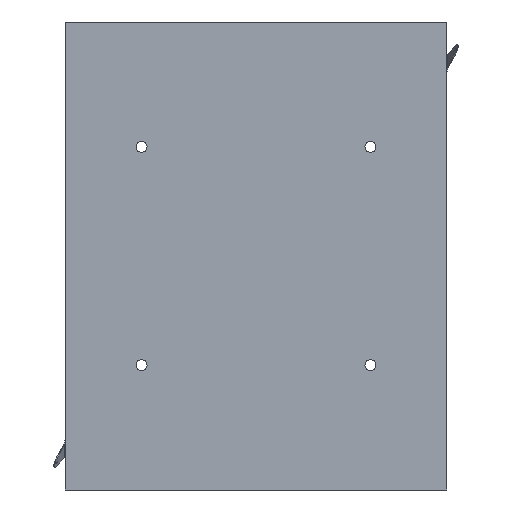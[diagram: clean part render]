
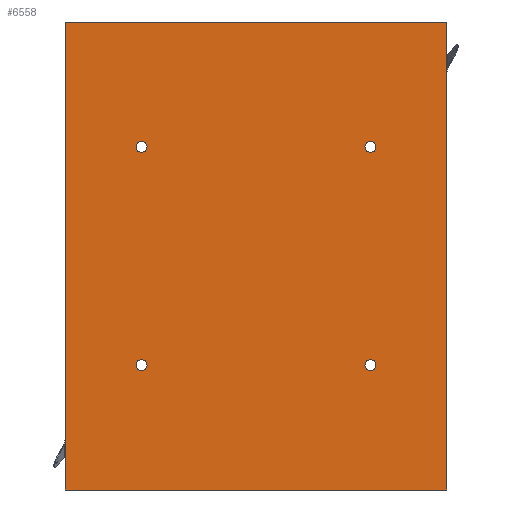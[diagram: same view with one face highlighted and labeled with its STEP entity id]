
A CAD part, front view. The second image highlights one B-rep face of the part: STEP entity #6558.
In plain terms, the highlighted planar face has unit normal (0, -1, 0).
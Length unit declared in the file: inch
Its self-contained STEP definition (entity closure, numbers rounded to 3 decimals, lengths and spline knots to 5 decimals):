
#15 = ORIENTED_EDGE ( 'NONE', *, *, #21933, .T. ) ;
#404 = CARTESIAN_POINT ( 'NONE',  ( 2.165, 0., 2.657 ) ) ;
#416 = DIRECTION ( 'NONE',  ( 1., 0., 0. ) ) ;
#546 = PLANE ( 'NONE',  #24359 ) ;
#672 = ORIENTED_EDGE ( 'NONE', *, *, #3974, .T. ) ;
#1141 = FACE_BOUND ( 'NONE', #5715, .T. ) ;
#1349 = ORIENTED_EDGE ( 'NONE', *, *, #13714, .T. ) ;
#2000 = CARTESIAN_POINT ( 'NONE',  ( -1.3, 0., 1.3025 ) ) ;
#2367 = VECTOR ( 'NONE', #6203, 39.37008 ) ;
#2804 = VECTOR ( 'NONE', #17708, 39.37008 ) ;
#2919 = AXIS2_PLACEMENT_3D ( 'NONE', #6304, #22481, #24684 ) ;
#3236 = ORIENTED_EDGE ( 'NONE', *, *, #5022, .F. ) ;
#3604 = DIRECTION ( 'NONE',  ( 0., 0., 1. ) ) ;
#3784 = LINE ( 'NONE', #3828, #2804 ) ;
#3828 = CARTESIAN_POINT ( 'NONE',  ( -2.165, 0., 0. ) ) ;
#3869 = VECTOR ( 'NONE', #16140, 39.37008 ) ;
#3974 = EDGE_CURVE ( 'NONE', #6476, #24722, #3784, .T. ) ;
#4976 = ORIENTED_EDGE ( 'NONE', *, *, #19897, .T. ) ;
#5022 = EDGE_CURVE ( 'NONE', #6476, #5364, #24015, .T. ) ;
#5364 = VERTEX_POINT ( 'NONE', #404 ) ;
#5715 = EDGE_LOOP ( 'NONE', ( #19720, #15 ) ) ;
#5833 = CARTESIAN_POINT ( 'NONE',  ( -1.3, 0., 1.1775 ) ) ;
#5927 = DIRECTION ( 'NONE',  ( 0., 1., 0. ) ) ;
#6073 = CIRCLE ( 'NONE', #11957, 0.0625 ) ;
#6110 = CARTESIAN_POINT ( 'NONE',  ( -1.3, 0., -1.24 ) ) ;
#6203 = DIRECTION ( 'NONE',  ( 1., 0., 0. ) ) ;
#6304 = CARTESIAN_POINT ( 'NONE',  ( -1.3, 0., -1.24 ) ) ;
#6476 = VERTEX_POINT ( 'NONE', #7031 ) ;
#6558 = ADVANCED_FACE ( 'NONE', ( #14163, #1141, #24608, #22382, #23000 ), #546, .F. ) ;
#7031 = CARTESIAN_POINT ( 'NONE',  ( -2.165, 0., 2.657 ) ) ;
#7268 = CARTESIAN_POINT ( 'NONE',  ( -1.3, 0., -1.1775 ) ) ;
#7280 = VERTEX_POINT ( 'NONE', #18206 ) ;
#8009 = EDGE_LOOP ( 'NONE', ( #1349, #15112 ) ) ;
#8804 = EDGE_LOOP ( 'NONE', ( #21379, #16300 ) ) ;
#8936 = EDGE_CURVE ( 'NONE', #7280, #19932, #11270, .T. ) ;
#9347 = CIRCLE ( 'NONE', #17527, 0.0625 ) ;
#10046 = VERTEX_POINT ( 'NONE', #7268 ) ;
#10106 = CIRCLE ( 'NONE', #10355, 0.0625 ) ;
#10354 = EDGE_CURVE ( 'NONE', #24722, #19160, #22645, .T. ) ;
#10355 = AXIS2_PLACEMENT_3D ( 'NONE', #10442, #16600, #22807 ) ;
#10442 = CARTESIAN_POINT ( 'NONE',  ( -1.3, 0., 1.24 ) ) ;
#10583 = EDGE_CURVE ( 'NONE', #12413, #15149, #10106, .T. ) ;
#10712 = CARTESIAN_POINT ( 'NONE',  ( 0., 0., 2.657 ) ) ;
#10818 = EDGE_CURVE ( 'NONE', #11846, #13536, #19731, .T. ) ;
#10962 = CARTESIAN_POINT ( 'NONE',  ( 1.3, 0., -1.24 ) ) ;
#11045 = DIRECTION ( 'NONE',  ( 0., 0., 1. ) ) ;
#11270 = CIRCLE ( 'NONE', #17758, 0.0625 ) ;
#11576 = DIRECTION ( 'NONE',  ( 0., 0., 1. ) ) ;
#11846 = VERTEX_POINT ( 'NONE', #18819 ) ;
#11957 = AXIS2_PLACEMENT_3D ( 'NONE', #10962, #19170, #25104 ) ;
#12122 = LINE ( 'NONE', #25889, #3869 ) ;
#12413 = VERTEX_POINT ( 'NONE', #5833 ) ;
#12472 = DIRECTION ( 'NONE',  ( 0., 0., 1. ) ) ;
#13153 = CIRCLE ( 'NONE', #16194, 0.0625 ) ;
#13192 = CIRCLE ( 'NONE', #2919, 0.0625 ) ;
#13536 = VERTEX_POINT ( 'NONE', #18302 ) ;
#13714 = EDGE_CURVE ( 'NONE', #19932, #7280, #6073, .T. ) ;
#14163 = FACE_OUTER_BOUND ( 'NONE', #15870, .T. ) ;
#14395 = CIRCLE ( 'NONE', #25373, 0.0625 ) ;
#15112 = ORIENTED_EDGE ( 'NONE', *, *, #8936, .T. ) ;
#15149 = VERTEX_POINT ( 'NONE', #2000 ) ;
#15246 = CARTESIAN_POINT ( 'NONE',  ( 0., 0., 0. ) ) ;
#15412 = CARTESIAN_POINT ( 'NONE',  ( -1.3, 0., -1.3025 ) ) ;
#15415 = DIRECTION ( 'NONE',  ( 0., 0., 1. ) ) ;
#15810 = ORIENTED_EDGE ( 'NONE', *, *, #24585, .F. ) ;
#15870 = EDGE_LOOP ( 'NONE', ( #3236, #672, #25005, #15810 ) ) ;
#16000 = CARTESIAN_POINT ( 'NONE',  ( 1.3, 0., -1.3025 ) ) ;
#16059 = CARTESIAN_POINT ( 'NONE',  ( 1.3, 0., -1.24 ) ) ;
#16140 = DIRECTION ( 'NONE',  ( 0., 0., -1. ) ) ;
#16194 = AXIS2_PLACEMENT_3D ( 'NONE', #21732, #5927, #3604 ) ;
#16300 = ORIENTED_EDGE ( 'NONE', *, *, #20189, .T. ) ;
#16600 = DIRECTION ( 'NONE',  ( 0., 1., 0. ) ) ;
#16936 = CARTESIAN_POINT ( 'NONE',  ( -1.3, 0., 1.24 ) ) ;
#17527 = AXIS2_PLACEMENT_3D ( 'NONE', #6110, #24569, #12472 ) ;
#17708 = DIRECTION ( 'NONE',  ( 0., 0., -1. ) ) ;
#17758 = AXIS2_PLACEMENT_3D ( 'NONE', #16059, #22252, #25986 ) ;
#18206 = CARTESIAN_POINT ( 'NONE',  ( 1.3, 0., -1.1775 ) ) ;
#18293 = CARTESIAN_POINT ( 'NONE',  ( 0., 0., -2.657 ) ) ;
#18302 = CARTESIAN_POINT ( 'NONE',  ( 1.3, 0., 1.1775 ) ) ;
#18424 = EDGE_CURVE ( 'NONE', #20519, #10046, #13192, .T. ) ;
#18641 = VECTOR ( 'NONE', #416, 39.37008 ) ;
#18819 = CARTESIAN_POINT ( 'NONE',  ( 1.3, 0., 1.3025 ) ) ;
#19160 = VERTEX_POINT ( 'NONE', #20529 ) ;
#19170 = DIRECTION ( 'NONE',  ( 0., 1., 0. ) ) ;
#19720 = ORIENTED_EDGE ( 'NONE', *, *, #10583, .T. ) ;
#19731 = CIRCLE ( 'NONE', #20549, 0.0625 ) ;
#19897 = EDGE_CURVE ( 'NONE', #13536, #11846, #13153, .T. ) ;
#19932 = VERTEX_POINT ( 'NONE', #16000 ) ;
#20189 = EDGE_CURVE ( 'NONE', #10046, #20519, #9347, .T. ) ;
#20519 = VERTEX_POINT ( 'NONE', #15412 ) ;
#20529 = CARTESIAN_POINT ( 'NONE',  ( 2.165, 0., -2.657 ) ) ;
#20549 = AXIS2_PLACEMENT_3D ( 'NONE', #23747, #21636, #11576 ) ;
#21379 = ORIENTED_EDGE ( 'NONE', *, *, #18424, .T. ) ;
#21636 = DIRECTION ( 'NONE',  ( 0., 1., 0. ) ) ;
#21732 = CARTESIAN_POINT ( 'NONE',  ( 1.3, 0., 1.24 ) ) ;
#21933 = EDGE_CURVE ( 'NONE', #15149, #12413, #14395, .T. ) ;
#22252 = DIRECTION ( 'NONE',  ( 0., 1., 0. ) ) ;
#22382 = FACE_BOUND ( 'NONE', #8009, .T. ) ;
#22481 = DIRECTION ( 'NONE',  ( 0., 1., 0. ) ) ;
#22645 = LINE ( 'NONE', #18293, #2367 ) ;
#22807 = DIRECTION ( 'NONE',  ( 0., 0., 1. ) ) ;
#23000 = FACE_BOUND ( 'NONE', #8804, .T. ) ;
#23445 = DIRECTION ( 'NONE',  ( 0., 1., 0. ) ) ;
#23747 = CARTESIAN_POINT ( 'NONE',  ( 1.3, 0., 1.24 ) ) ;
#23821 = CARTESIAN_POINT ( 'NONE',  ( -2.165, 0., -2.657 ) ) ;
#24015 = LINE ( 'NONE', #10712, #18641 ) ;
#24359 = AXIS2_PLACEMENT_3D ( 'NONE', #15246, #23445, #15415 ) ;
#24569 = DIRECTION ( 'NONE',  ( 0., 1., 0. ) ) ;
#24585 = EDGE_CURVE ( 'NONE', #5364, #19160, #12122, .T. ) ;
#24608 = FACE_BOUND ( 'NONE', #25908, .T. ) ;
#24684 = DIRECTION ( 'NONE',  ( 0., 0., 1. ) ) ;
#24706 = ORIENTED_EDGE ( 'NONE', *, *, #10818, .T. ) ;
#24722 = VERTEX_POINT ( 'NONE', #23821 ) ;
#25005 = ORIENTED_EDGE ( 'NONE', *, *, #10354, .T. ) ;
#25104 = DIRECTION ( 'NONE',  ( 0., 0., 1. ) ) ;
#25188 = DIRECTION ( 'NONE',  ( 0., 1., 0. ) ) ;
#25373 = AXIS2_PLACEMENT_3D ( 'NONE', #16936, #25188, #11045 ) ;
#25889 = CARTESIAN_POINT ( 'NONE',  ( 2.165, 0., 0. ) ) ;
#25908 = EDGE_LOOP ( 'NONE', ( #4976, #24706 ) ) ;
#25986 = DIRECTION ( 'NONE',  ( 0., 0., 1. ) ) ;
